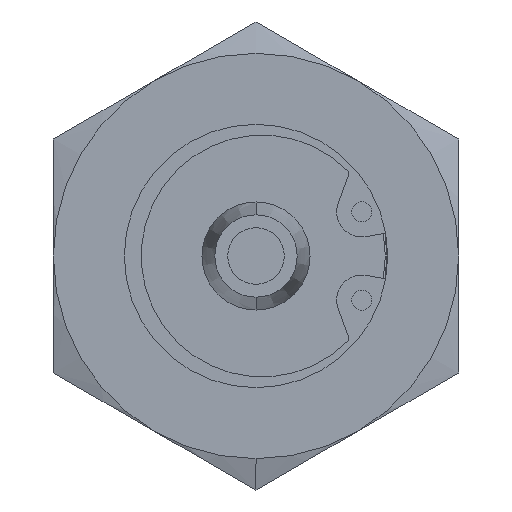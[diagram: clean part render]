
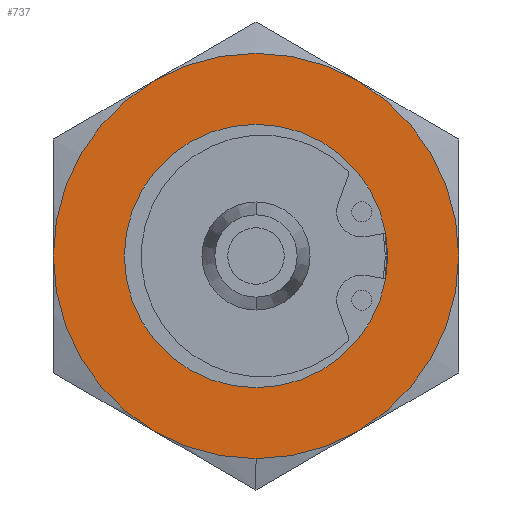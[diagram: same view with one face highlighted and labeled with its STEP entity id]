
A CAD part, left-side view. The second image highlights one B-rep face of the part: STEP entity #737.
In plain terms, the highlighted planar face has unit normal (-1, 0, 0).
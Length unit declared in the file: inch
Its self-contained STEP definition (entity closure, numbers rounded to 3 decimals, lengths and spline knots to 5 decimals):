
#275 = CARTESIAN_POINT ( 'NONE',  ( -0.226, 0., 0.40625 ) ) ;
#583 = DIRECTION ( 'NONE',  ( -1., 0., 0. ) ) ;
#603 = EDGE_CURVE ( 'NONE', #21970, #10661, #19520, .T. ) ;
#737 = ADVANCED_FACE ( 'NONE', ( #11463, #15019 ), #7991, .F. ) ;
#1379 = DIRECTION ( 'NONE',  ( 0., 0., -1. ) ) ;
#1917 = DIRECTION ( 'NONE',  ( 0., 0., 1. ) ) ;
#2029 = DIRECTION ( 'NONE',  ( 0., 0., 1. ) ) ;
#2042 = AXIS2_PLACEMENT_3D ( 'NONE', #11161, #17976, #9814 ) ;
#2345 = CIRCLE ( 'NONE', #13781, 0.625 ) ;
#2535 = VERTEX_POINT ( 'NONE', #18966 ) ;
#2787 = ORIENTED_EDGE ( 'NONE', *, *, #3822, .T. ) ;
#3032 = CIRCLE ( 'NONE', #11261, 0.625 ) ;
#3277 = DIRECTION ( 'NONE',  ( -1., 0., 0. ) ) ;
#3708 = DIRECTION ( 'NONE',  ( -1., 0., 0. ) ) ;
#3822 = EDGE_CURVE ( 'NONE', #10661, #17268, #10052, .T. ) ;
#4053 = ORIENTED_EDGE ( 'NONE', *, *, #5092, .T. ) ;
#4469 = AXIS2_PLACEMENT_3D ( 'NONE', #17239, #12103, #19033 ) ;
#4482 = CIRCLE ( 'NONE', #12342, 0.40625 ) ;
#4623 = VERTEX_POINT ( 'NONE', #14197 ) ;
#5092 = EDGE_CURVE ( 'NONE', #13449, #16439, #2345, .T. ) ;
#5228 = ORIENTED_EDGE ( 'NONE', *, *, #20961, .T. ) ;
#5481 = AXIS2_PLACEMENT_3D ( 'NONE', #18705, #18926, #1917 ) ;
#5768 = CARTESIAN_POINT ( 'NONE',  ( -0.226, 0.625, 0. ) ) ;
#5967 = DIRECTION ( 'NONE',  ( 0., 0., 1. ) ) ;
#6141 = DIRECTION ( 'NONE',  ( -1., 0., 0. ) ) ;
#6359 = CARTESIAN_POINT ( 'NONE',  ( -0.226, 0., 0. ) ) ;
#6415 = CARTESIAN_POINT ( 'NONE',  ( -0.226, 0., -0.625 ) ) ;
#6525 = CARTESIAN_POINT ( 'NONE',  ( -0.226, 0., 0. ) ) ;
#6740 = DIRECTION ( 'NONE',  ( 0., 0., 1. ) ) ;
#7153 = VERTEX_POINT ( 'NONE', #16901 ) ;
#7524 = DIRECTION ( 'NONE',  ( 0., 0., 1. ) ) ;
#7541 = DIRECTION ( 'NONE',  ( -1., 0., 0. ) ) ;
#7991 = PLANE ( 'NONE',  #14965 ) ;
#8639 = CARTESIAN_POINT ( 'NONE',  ( -0.226, 0., 0. ) ) ;
#8649 = ORIENTED_EDGE ( 'NONE', *, *, #12203, .T. ) ;
#8682 = DIRECTION ( 'NONE',  ( -1., 0., 0. ) ) ;
#8694 = CIRCLE ( 'NONE', #5481, 0.625 ) ;
#8706 = EDGE_CURVE ( 'NONE', #17268, #2535, #14183, .T. ) ;
#8767 = AXIS2_PLACEMENT_3D ( 'NONE', #12783, #583, #7524 ) ;
#9149 = EDGE_LOOP ( 'NONE', ( #14545, #16676 ) ) ;
#9814 = DIRECTION ( 'NONE',  ( 0., 0., 1. ) ) ;
#10052 = CIRCLE ( 'NONE', #21836, 0.625 ) ;
#10080 = ORIENTED_EDGE ( 'NONE', *, *, #16016, .T. ) ;
#10661 = VERTEX_POINT ( 'NONE', #13045 ) ;
#11161 = CARTESIAN_POINT ( 'NONE',  ( -0.226, 0., 0. ) ) ;
#11261 = AXIS2_PLACEMENT_3D ( 'NONE', #6359, #6141, #21701 ) ;
#11463 = FACE_BOUND ( 'NONE', #9149, .T. ) ;
#11899 = DIRECTION ( 'NONE',  ( 1., 0., 0. ) ) ;
#12021 = CARTESIAN_POINT ( 'NONE',  ( -0.226, -0.625, 0. ) ) ;
#12103 = DIRECTION ( 'NONE',  ( -1., 0., 0. ) ) ;
#12152 = DIRECTION ( 'NONE',  ( 0., 0., 1. ) ) ;
#12203 = EDGE_CURVE ( 'NONE', #2535, #4623, #8694, .T. ) ;
#12342 = AXIS2_PLACEMENT_3D ( 'NONE', #18862, #8682, #12152 ) ;
#12701 = CIRCLE ( 'NONE', #4469, 0.40625 ) ;
#12783 = CARTESIAN_POINT ( 'NONE',  ( -0.226, 0., 0. ) ) ;
#13019 = CARTESIAN_POINT ( 'NONE',  ( -0.226, 0., 0. ) ) ;
#13045 = CARTESIAN_POINT ( 'NONE',  ( -0.226, -0.3125, -0.54127 ) ) ;
#13449 = VERTEX_POINT ( 'NONE', #5768 ) ;
#13781 = AXIS2_PLACEMENT_3D ( 'NONE', #13019, #7541, #5967 ) ;
#13794 = EDGE_LOOP ( 'NONE', ( #5228, #4053, #10080, #15704, #2787, #14252, #8649 ) ) ;
#14183 = CIRCLE ( 'NONE', #2042, 0.625 ) ;
#14197 = CARTESIAN_POINT ( 'NONE',  ( -0.226, 0.3125, 0.54127 ) ) ;
#14252 = ORIENTED_EDGE ( 'NONE', *, *, #8706, .T. ) ;
#14545 = ORIENTED_EDGE ( 'NONE', *, *, #15582, .F. ) ;
#14965 = AXIS2_PLACEMENT_3D ( 'NONE', #18282, #11899, #1379 ) ;
#14974 = VERTEX_POINT ( 'NONE', #275 ) ;
#15019 = FACE_OUTER_BOUND ( 'NONE', #13794, .T. ) ;
#15582 = EDGE_CURVE ( 'NONE', #14974, #7153, #4482, .T. ) ;
#15704 = ORIENTED_EDGE ( 'NONE', *, *, #603, .T. ) ;
#16016 = EDGE_CURVE ( 'NONE', #16439, #21970, #18416, .T. ) ;
#16439 = VERTEX_POINT ( 'NONE', #19031 ) ;
#16676 = ORIENTED_EDGE ( 'NONE', *, *, #17915, .F. ) ;
#16901 = CARTESIAN_POINT ( 'NONE',  ( -0.226, 0., -0.40625 ) ) ;
#17239 = CARTESIAN_POINT ( 'NONE',  ( -0.226, 0., 0. ) ) ;
#17268 = VERTEX_POINT ( 'NONE', #12021 ) ;
#17725 = AXIS2_PLACEMENT_3D ( 'NONE', #6525, #3277, #6740 ) ;
#17915 = EDGE_CURVE ( 'NONE', #7153, #14974, #12701, .T. ) ;
#17976 = DIRECTION ( 'NONE',  ( -1., 0., 0. ) ) ;
#18282 = CARTESIAN_POINT ( 'NONE',  ( -0.226, 0.40625, 0. ) ) ;
#18416 = CIRCLE ( 'NONE', #8767, 0.625 ) ;
#18705 = CARTESIAN_POINT ( 'NONE',  ( -0.226, 0., 0. ) ) ;
#18862 = CARTESIAN_POINT ( 'NONE',  ( -0.226, 0., 0. ) ) ;
#18926 = DIRECTION ( 'NONE',  ( -1., 0., 0. ) ) ;
#18966 = CARTESIAN_POINT ( 'NONE',  ( -0.226, -0.3125, 0.54127 ) ) ;
#19031 = CARTESIAN_POINT ( 'NONE',  ( -0.226, 0.3125, -0.54127 ) ) ;
#19033 = DIRECTION ( 'NONE',  ( 0., 0., 1. ) ) ;
#19520 = CIRCLE ( 'NONE', #17725, 0.625 ) ;
#20961 = EDGE_CURVE ( 'NONE', #4623, #13449, #3032, .T. ) ;
#21701 = DIRECTION ( 'NONE',  ( 0., 0., 1. ) ) ;
#21836 = AXIS2_PLACEMENT_3D ( 'NONE', #8639, #3708, #2029 ) ;
#21970 = VERTEX_POINT ( 'NONE', #6415 ) ;
